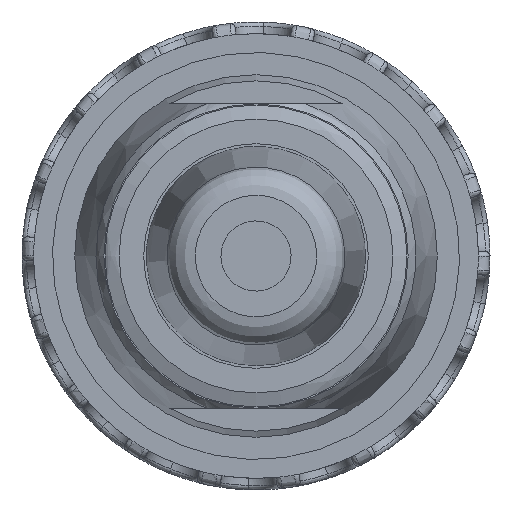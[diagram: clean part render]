
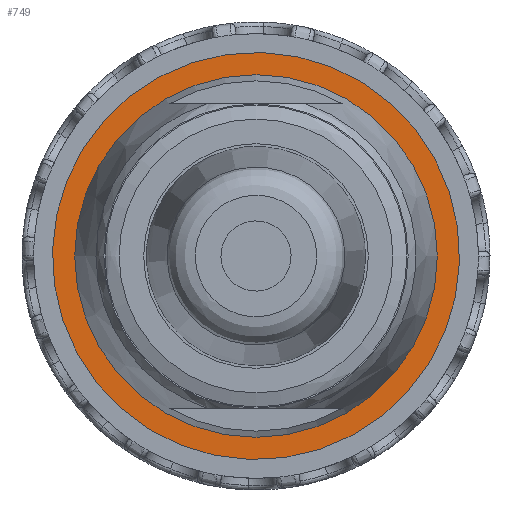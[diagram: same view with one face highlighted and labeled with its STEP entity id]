
A CAD part, front view. The second image highlights one B-rep face of the part: STEP entity #749.
In plain terms, the highlighted planar face has unit normal (0, -1, 0).
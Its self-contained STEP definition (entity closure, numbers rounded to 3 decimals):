
#581=FACE_BOUND('',#1436,.T.);
#582=FACE_BOUND('',#1437,.T.);
#637=PLANE('',#5274);
#749=ADVANCED_FACE('4-0-161',(#581,#582),#637,.T.);
#1436=EDGE_LOOP('',(#2236));
#1437=EDGE_LOOP('',(#2237));
#2236=ORIENTED_EDGE('',*,*,#4266,.F.);
#2237=ORIENTED_EDGE('',*,*,#4264,.T.);
#3754=VERTEX_POINT('',#7134);
#3756=VERTEX_POINT('',#7139);
#4264=EDGE_CURVE('',#3754,#3754,#5007,.T.);
#4266=EDGE_CURVE('',#3756,#3756,#5009,.T.);
#5007=CIRCLE('',#5270,8.7);
#5009=CIRCLE('',#5273,7.75);
#5270=AXIS2_PLACEMENT_3D('',#7133,#5753,#5754);
#5273=AXIS2_PLACEMENT_3D('',#7138,#5759,#5760);
#5274=AXIS2_PLACEMENT_3D('',#7140,#5761,#5762);
#5753=DIRECTION('',(0.,-1.,0.));
#5754=DIRECTION('',(-0.999,0.,0.032));
#5759=DIRECTION('',(0.,-1.,0.));
#5760=DIRECTION('',(0.,0.,-1.));
#5761=DIRECTION('',(0.,-1.,0.));
#5762=DIRECTION('',(0.999,0.,-0.032));
#7133=CARTESIAN_POINT('',(21.985,-36.765,0.));
#7134=CARTESIAN_POINT('',(13.289,-36.765,0.28));
#7138=CARTESIAN_POINT('',(21.985,-36.765,0.));
#7139=CARTESIAN_POINT('',(21.985,-36.765,-7.75));
#7140=CARTESIAN_POINT('',(12.112,-36.765,-9.257));
